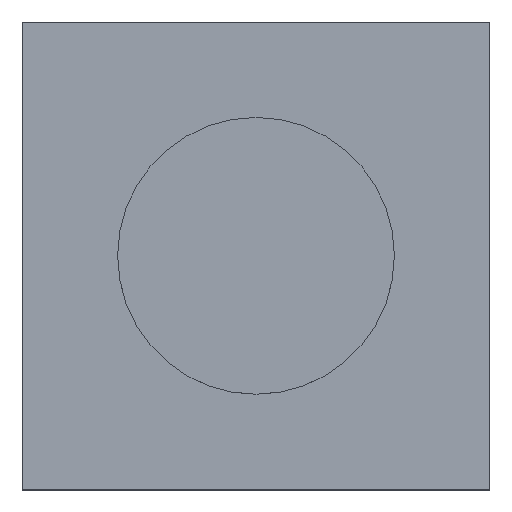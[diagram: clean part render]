
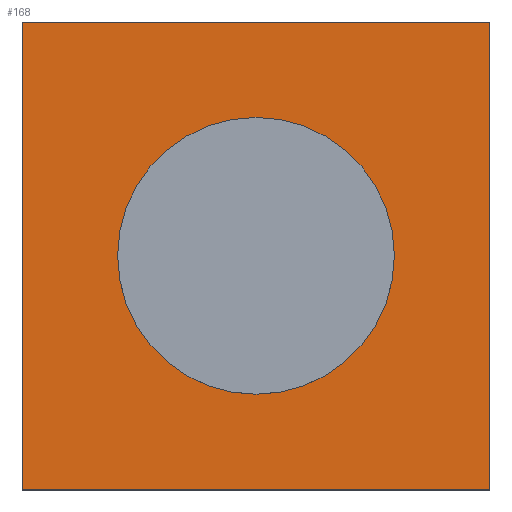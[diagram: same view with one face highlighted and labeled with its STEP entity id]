
A CAD part, top view. The second image highlights one B-rep face of the part: STEP entity #168.
In plain terms, the highlighted planar face has unit normal (0, 0, 1).
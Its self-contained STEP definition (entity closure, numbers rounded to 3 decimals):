
#2 = DIRECTION ( 'NONE',  ( 0., 1., 0. ) ) ;
#3 = VECTOR ( 'NONE', #2, 1000. ) ;
#4 = CARTESIAN_POINT ( 'NONE',  ( 6., 6., 3.55 ) ) ;
#5 = LINE ( 'NONE', #4, #3 ) ;
#7 = CARTESIAN_POINT ( 'NONE',  ( 6., -6., 3.55 ) ) ;
#8 = DIRECTION ( 'NONE',  ( 1., 0., 0. ) ) ;
#9 = VECTOR ( 'NONE', #8, 1000. ) ;
#10 = CARTESIAN_POINT ( 'NONE',  ( -6., -6., 3.55 ) ) ;
#11 = LINE ( 'NONE', #10, #9 ) ;
#57 = CARTESIAN_POINT ( 'NONE',  ( -6., -6., 3.55 ) ) ;
#58 = CARTESIAN_POINT ( 'NONE',  ( -6., 6., 3.55 ) ) ;
#59 = DIRECTION ( 'NONE',  ( 0., -1., 0. ) ) ;
#60 = VECTOR ( 'NONE', #59, 1000. ) ;
#61 = CARTESIAN_POINT ( 'NONE',  ( -6., 6., 3.55 ) ) ;
#62 = LINE ( 'NONE', #61, #60 ) ;
#91 = EDGE_LOOP ( 'NONE', ( #92, #96, #99, #102 ) ) ;
#92 = ORIENTED_EDGE ( 'NONE', *, *, #93, .T. ) ;
#93 = EDGE_CURVE ( 'NONE', #94, #95, #62, .T. ) ;
#94 = VERTEX_POINT ( 'NONE', #58 ) ;
#95 = VERTEX_POINT ( 'NONE', #57 ) ;
#96 = ORIENTED_EDGE ( 'NONE', *, *, #97, .T. ) ;
#97 = EDGE_CURVE ( 'NONE', #95, #98, #11, .T. ) ;
#98 = VERTEX_POINT ( 'NONE', #7 ) ;
#99 = ORIENTED_EDGE ( 'NONE', *, *, #100, .T. ) ;
#100 = EDGE_CURVE ( 'NONE', #98, #101, #5, .T. ) ;
#101 = VERTEX_POINT ( 'NONE', #258 ) ;
#102 = ORIENTED_EDGE ( 'NONE', *, *, #103, .T. ) ;
#103 = EDGE_CURVE ( 'NONE', #101, #94, #257, .T. ) ;
#104 = EDGE_LOOP ( 'NONE', ( #105, #169 ) ) ;
#105 = ORIENTED_EDGE ( 'NONE', *, *, #106, .F. ) ;
#106 = EDGE_CURVE ( 'NONE', #192, #189, #252, .T. ) ;
#168 = ADVANCED_FACE ( 'NONE', ( #359, #358 ), #357, .T. ) ;
#169 = ORIENTED_EDGE ( 'NONE', *, *, #191, .F. ) ;
#189 = VERTEX_POINT ( 'NONE', #317 ) ;
#191 = EDGE_CURVE ( 'NONE', #189, #192, #316, .T. ) ;
#192 = VERTEX_POINT ( 'NONE', #311 ) ;
#248 = DIRECTION ( 'NONE',  ( 1., 0., 0. ) ) ;
#249 = DIRECTION ( 'NONE',  ( 0., 0., 1. ) ) ;
#250 = CARTESIAN_POINT ( 'NONE',  ( 0., 0., 3.55 ) ) ;
#251 = AXIS2_PLACEMENT_3D ( 'NONE', #250, #249, #248 ) ;
#252 = CIRCLE ( 'NONE', #251, 3.55 ) ;
#254 = DIRECTION ( 'NONE',  ( -1., 0., 0. ) ) ;
#255 = VECTOR ( 'NONE', #254, 1000. ) ;
#256 = CARTESIAN_POINT ( 'NONE',  ( -6., 6., 3.55 ) ) ;
#257 = LINE ( 'NONE', #256, #255 ) ;
#258 = CARTESIAN_POINT ( 'NONE',  ( 6., 6., 3.55 ) ) ;
#311 = CARTESIAN_POINT ( 'NONE',  ( -3.55, 0., 3.55 ) ) ;
#312 = DIRECTION ( 'NONE',  ( 1., 0., 0. ) ) ;
#313 = DIRECTION ( 'NONE',  ( 0., 0., 1. ) ) ;
#314 = CARTESIAN_POINT ( 'NONE',  ( 0., 0., 3.55 ) ) ;
#315 = AXIS2_PLACEMENT_3D ( 'NONE', #314, #313, #312 ) ;
#316 = CIRCLE ( 'NONE', #315, 3.55 ) ;
#317 = CARTESIAN_POINT ( 'NONE',  ( 3.55, 0., 3.55 ) ) ;
#353 = DIRECTION ( 'NONE',  ( 1., 0., 0. ) ) ;
#354 = DIRECTION ( 'NONE',  ( 0., 0., 1. ) ) ;
#355 = CARTESIAN_POINT ( 'NONE',  ( -6., -6., 3.55 ) ) ;
#356 = AXIS2_PLACEMENT_3D ( 'NONE', #355, #354, #353 ) ;
#357 = PLANE ( 'NONE',  #356 ) ;
#358 = FACE_BOUND ( 'NONE', #104, .T. ) ;
#359 = FACE_OUTER_BOUND ( 'NONE', #91, .T. ) ;
